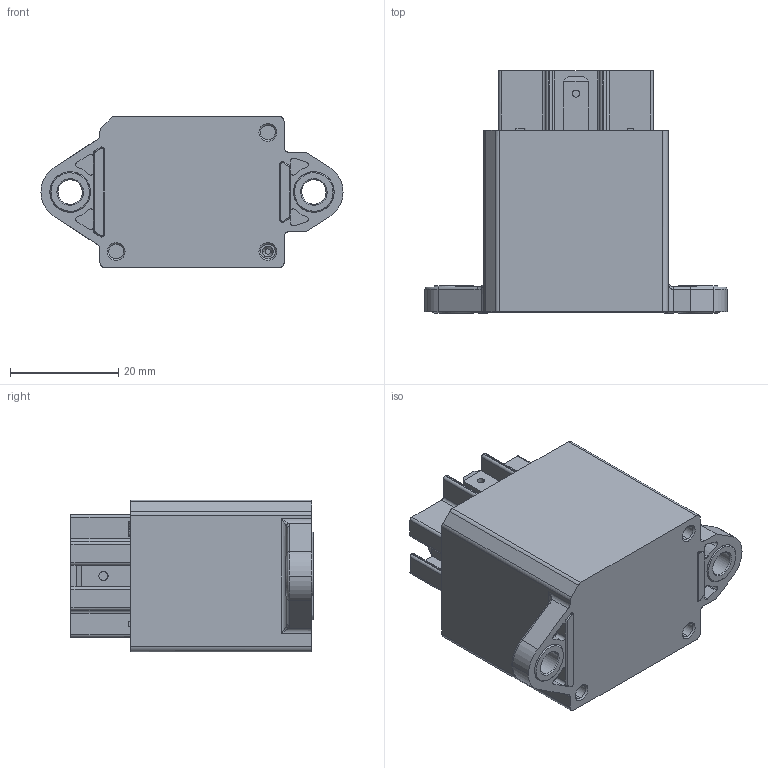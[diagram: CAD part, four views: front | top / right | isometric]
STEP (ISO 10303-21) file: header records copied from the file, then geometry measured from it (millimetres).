
FILE_DESCRIPTION(('CATIA V5 STEP Exchange'),'2;1');
FILE_NAME('GER-10ST.stp','2018-02-26T23:12:58+00:00',('none'),('none'),'CATIA Version 5 Release 20 SP 7 (IN-10)','CATIA V5 STEP AP214','none');
FILE_SCHEMA(('AUTOMOTIVE_DESIGN { 1 0 10303 214 1 1 1 1 }'));
Length unit declared in the file: millimetre
Products named in the file (1): 40010009ST_GER010-STAAPP0A01_AllCATPart
Bounding box: 55.8 x 44.7 x 28 mm (x, y, z)
Volume: 10667.2 mm3; surface area: 16415.8 mm2
Topology: 8 solids, 8 shells, 647 faces, 1687 edges, 1089 vertices
Faces by surface type: plane 406, cylinder 157, cone 49, extrusion 23, bspline 6, sphere 4, torus 2
Entity records: 20841 total; most frequent: CARTESIAN_POINT 5345, ORIENTED_EDGE 3364, DIRECTION 2736, EDGE_CURVE 1682, VECTOR 1271, LINE 1248, VERTEX_POINT 1089, AXIS2_PLACEMENT_3D 864
